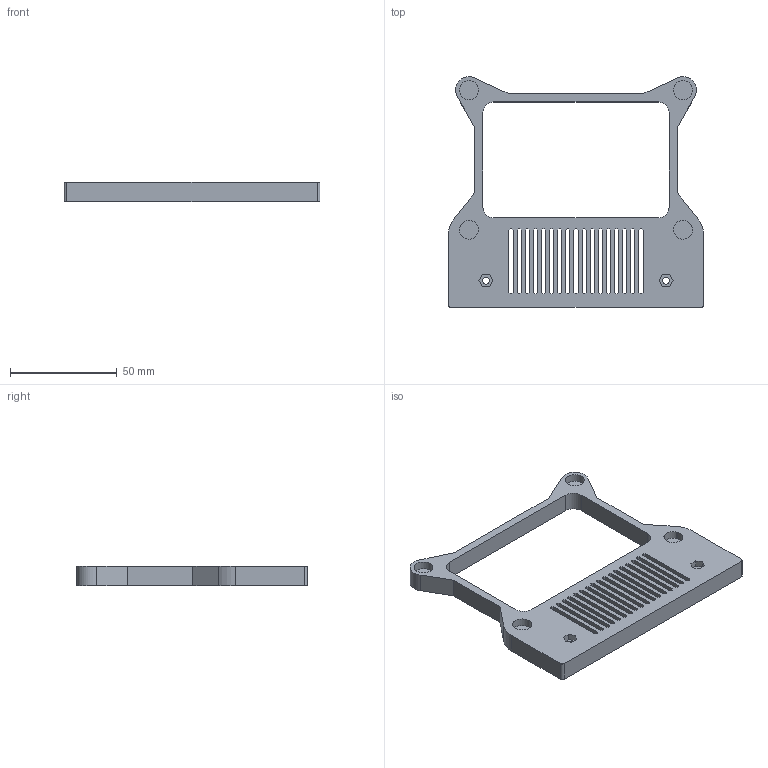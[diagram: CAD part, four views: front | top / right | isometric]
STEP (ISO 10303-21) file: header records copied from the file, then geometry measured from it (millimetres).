
FILE_DESCRIPTION( ( '' ), ' ' );
FILE_NAME( '5cca389c05cc7c176f22761c.step', '2019-05-02T00:23:56', ( '' ), ( '' ), ' ', ' ', ' ' );
FILE_SCHEMA( ( 'AUTOMOTIVE_DESIGN { 1 0 10303 214 1 1 1 1 }' ) );
Length unit declared in the file: metre
Products named in the file (1): Part 1
Bounding box: 120 x 108.17 x 9 mm (x, y, z)
Volume: 45747.3 mm3; surface area: 28076.1 mm2
Topology: 1 solids, 1 shells, 214 faces, 602 edges, 402 vertices
Faces by surface type: plane 194, cylinder 20
Full cylindrical faces by diameter (mm): 3.2 x2, 8.89 x4
Entity records: 8562 total; most frequent: CARTESIAN_POINT 1209, ORIENTED_EDGE 1188, DIRECTION 1064, EDGE_CURVE 594, LINE 554, VECTOR 554, VERTEX_POINT 400, EDGE_LOOP 272
